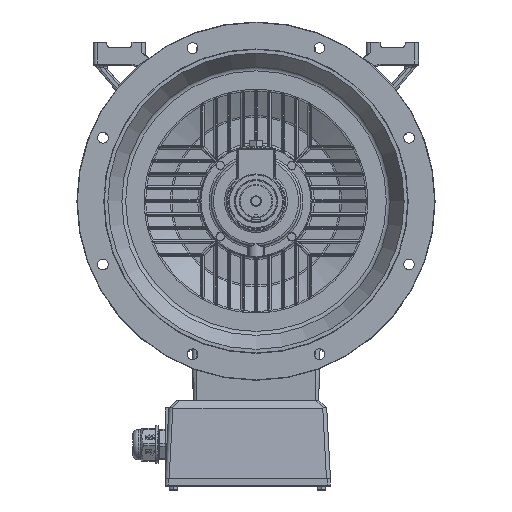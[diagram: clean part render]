
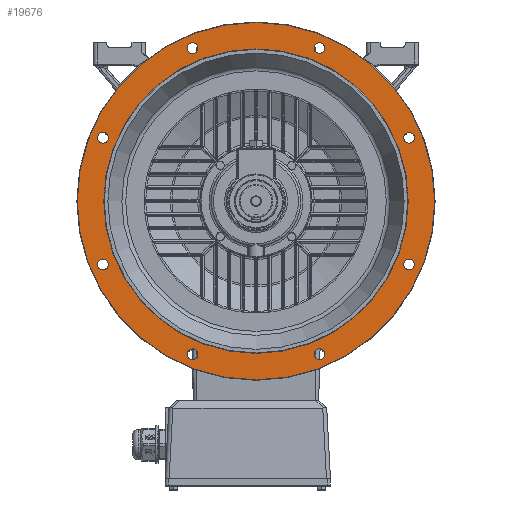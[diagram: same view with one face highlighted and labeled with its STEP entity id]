
A CAD part, left-side view. The second image highlights one B-rep face of the part: STEP entity #19676.
In plain terms, the highlighted planar face has unit normal (-1, 0, 0).
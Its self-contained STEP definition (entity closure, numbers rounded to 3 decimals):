
#11799=PLANE('',#117182);
#13748=FACE_BOUND('',#32691,.T.);
#13749=FACE_BOUND('',#32692,.T.);
#13750=FACE_BOUND('',#32693,.T.);
#13751=FACE_BOUND('',#32694,.T.);
#13752=FACE_BOUND('',#32695,.T.);
#13753=FACE_BOUND('',#32696,.T.);
#13754=FACE_BOUND('',#32697,.T.);
#13755=FACE_BOUND('',#32698,.T.);
#13756=FACE_BOUND('',#32699,.T.);
#13757=FACE_BOUND('',#32700,.T.);
#19676=ADVANCED_FACE('',(#13748,#13749,#13750,#13751,#13752,#13753,#13754,
#13755,#13756,#13757),#11799,.T.);
#32691=EDGE_LOOP('',(#79524));
#32692=EDGE_LOOP('',(#79525,#79526));
#32693=EDGE_LOOP('',(#79527,#79528));
#32694=EDGE_LOOP('',(#79529,#79530));
#32695=EDGE_LOOP('',(#79531,#79532));
#32696=EDGE_LOOP('',(#79533,#79534));
#32697=EDGE_LOOP('',(#79535,#79536));
#32698=EDGE_LOOP('',(#79537,#79538));
#32699=EDGE_LOOP('',(#79539,#79540));
#32700=EDGE_LOOP('',(#79541));
#79524=ORIENTED_EDGE('',*,*,#106031,.T.);
#79525=ORIENTED_EDGE('',*,*,#106032,.F.);
#79526=ORIENTED_EDGE('',*,*,#106033,.F.);
#79527=ORIENTED_EDGE('',*,*,#106034,.F.);
#79528=ORIENTED_EDGE('',*,*,#106035,.F.);
#79529=ORIENTED_EDGE('',*,*,#106036,.F.);
#79530=ORIENTED_EDGE('',*,*,#106037,.F.);
#79531=ORIENTED_EDGE('',*,*,#106038,.F.);
#79532=ORIENTED_EDGE('',*,*,#106039,.F.);
#79533=ORIENTED_EDGE('',*,*,#106040,.F.);
#79534=ORIENTED_EDGE('',*,*,#106041,.F.);
#79535=ORIENTED_EDGE('',*,*,#106042,.F.);
#79536=ORIENTED_EDGE('',*,*,#106043,.F.);
#79537=ORIENTED_EDGE('',*,*,#106044,.F.);
#79538=ORIENTED_EDGE('',*,*,#106045,.F.);
#79539=ORIENTED_EDGE('',*,*,#106046,.F.);
#79540=ORIENTED_EDGE('',*,*,#106047,.F.);
#79541=ORIENTED_EDGE('',*,*,#106048,.T.);
#91699=VERTEX_POINT('',#185726);
#91700=VERTEX_POINT('',#185728);
#91701=VERTEX_POINT('',#185729);
#91702=VERTEX_POINT('',#185732);
#91703=VERTEX_POINT('',#185733);
#91704=VERTEX_POINT('',#185736);
#91705=VERTEX_POINT('',#185737);
#91706=VERTEX_POINT('',#185740);
#91707=VERTEX_POINT('',#185741);
#91708=VERTEX_POINT('',#185744);
#91709=VERTEX_POINT('',#185745);
#91710=VERTEX_POINT('',#185748);
#91711=VERTEX_POINT('',#185749);
#91712=VERTEX_POINT('',#185752);
#91713=VERTEX_POINT('',#185753);
#91714=VERTEX_POINT('',#185756);
#91715=VERTEX_POINT('',#185757);
#91716=VERTEX_POINT('',#185760);
#106031=EDGE_CURVE('',#91699,#91699,#109818,.T.);
#106032=EDGE_CURVE('',#91700,#91701,#109819,.T.);
#106033=EDGE_CURVE('',#91701,#91700,#109820,.T.);
#106034=EDGE_CURVE('',#91702,#91703,#109821,.T.);
#106035=EDGE_CURVE('',#91703,#91702,#109822,.T.);
#106036=EDGE_CURVE('',#91704,#91705,#109823,.T.);
#106037=EDGE_CURVE('',#91705,#91704,#109824,.T.);
#106038=EDGE_CURVE('',#91706,#91707,#109825,.T.);
#106039=EDGE_CURVE('',#91707,#91706,#109826,.T.);
#106040=EDGE_CURVE('',#91708,#91709,#109827,.T.);
#106041=EDGE_CURVE('',#91709,#91708,#109828,.T.);
#106042=EDGE_CURVE('',#91710,#91711,#109829,.T.);
#106043=EDGE_CURVE('',#91711,#91710,#109830,.T.);
#106044=EDGE_CURVE('',#91712,#91713,#109831,.T.);
#106045=EDGE_CURVE('',#91713,#91712,#109832,.T.);
#106046=EDGE_CURVE('',#91714,#91715,#109833,.T.);
#106047=EDGE_CURVE('',#91715,#91714,#109834,.T.);
#106048=EDGE_CURVE('',#91716,#91716,#109835,.T.);
#109818=CIRCLE('',#117164,399.121);
#109819=CIRCLE('',#117165,12.);
#109820=CIRCLE('',#117166,12.);
#109821=CIRCLE('',#117167,12.);
#109822=CIRCLE('',#117168,12.);
#109823=CIRCLE('',#117169,12.);
#109824=CIRCLE('',#117170,12.);
#109825=CIRCLE('',#117171,12.);
#109826=CIRCLE('',#117172,12.);
#109827=CIRCLE('',#117173,12.);
#109828=CIRCLE('',#117174,12.);
#109829=CIRCLE('',#117175,12.);
#109830=CIRCLE('',#117176,12.);
#109831=CIRCLE('',#117177,12.);
#109832=CIRCLE('',#117178,12.);
#109833=CIRCLE('',#117179,12.);
#109834=CIRCLE('',#117180,12.);
#109835=CIRCLE('',#117181,340.);
#117164=AXIS2_PLACEMENT_3D('',#185725,#141417,#141418);
#117165=AXIS2_PLACEMENT_3D('',#185727,#141419,#141420);
#117166=AXIS2_PLACEMENT_3D('',#185730,#141421,#141422);
#117167=AXIS2_PLACEMENT_3D('',#185731,#141423,#141424);
#117168=AXIS2_PLACEMENT_3D('',#185734,#141425,#141426);
#117169=AXIS2_PLACEMENT_3D('',#185735,#141427,#141428);
#117170=AXIS2_PLACEMENT_3D('',#185738,#141429,#141430);
#117171=AXIS2_PLACEMENT_3D('',#185739,#141431,#141432);
#117172=AXIS2_PLACEMENT_3D('',#185742,#141433,#141434);
#117173=AXIS2_PLACEMENT_3D('',#185743,#141435,#141436);
#117174=AXIS2_PLACEMENT_3D('',#185746,#141437,#141438);
#117175=AXIS2_PLACEMENT_3D('',#185747,#141439,#141440);
#117176=AXIS2_PLACEMENT_3D('',#185750,#141441,#141442);
#117177=AXIS2_PLACEMENT_3D('',#185751,#141443,#141444);
#117178=AXIS2_PLACEMENT_3D('',#185754,#141445,#141446);
#117179=AXIS2_PLACEMENT_3D('',#185755,#141447,#141448);
#117180=AXIS2_PLACEMENT_3D('',#185758,#141449,#141450);
#117181=AXIS2_PLACEMENT_3D('',#185759,#141451,#141452);
#117182=AXIS2_PLACEMENT_3D('',#185761,#141453,#141454);
#141417=DIRECTION('',(-1.,0.,0.));
#141418=DIRECTION('',(0.,0.,1.));
#141419=DIRECTION('',(-1.,0.,0.));
#141420=DIRECTION('',(0.,0.,1.));
#141421=DIRECTION('',(-1.,0.,0.));
#141422=DIRECTION('',(0.,0.,1.));
#141423=DIRECTION('',(-1.,0.,0.));
#141424=DIRECTION('',(0.,0.,1.));
#141425=DIRECTION('',(-1.,0.,0.));
#141426=DIRECTION('',(0.,0.,1.));
#141427=DIRECTION('',(-1.,0.,0.));
#141428=DIRECTION('',(0.,0.,1.));
#141429=DIRECTION('',(-1.,0.,0.));
#141430=DIRECTION('',(0.,0.,1.));
#141431=DIRECTION('',(-1.,0.,0.));
#141432=DIRECTION('',(0.,0.,1.));
#141433=DIRECTION('',(-1.,0.,0.));
#141434=DIRECTION('',(0.,0.,1.));
#141435=DIRECTION('',(-1.,0.,0.));
#141436=DIRECTION('',(0.,0.,1.));
#141437=DIRECTION('',(-1.,0.,0.));
#141438=DIRECTION('',(0.,0.,1.));
#141439=DIRECTION('',(-1.,0.,0.));
#141440=DIRECTION('',(0.,0.,1.));
#141441=DIRECTION('',(-1.,0.,0.));
#141442=DIRECTION('',(0.,0.,1.));
#141443=DIRECTION('',(-1.,0.,0.));
#141444=DIRECTION('',(0.,0.,1.));
#141445=DIRECTION('',(-1.,0.,0.));
#141446=DIRECTION('',(0.,0.,1.));
#141447=DIRECTION('',(-1.,0.,0.));
#141448=DIRECTION('',(0.,0.,1.));
#141449=DIRECTION('',(-1.,0.,0.));
#141450=DIRECTION('',(0.,0.,1.));
#141451=DIRECTION('',(1.,0.,0.));
#141452=DIRECTION('',(0.,0.,1.));
#141453=DIRECTION('',(-1.,0.,0.));
#141454=DIRECTION('',(0.,0.,1.));
#185725=CARTESIAN_POINT('',(-596.,0.,0.));
#185726=CARTESIAN_POINT('',(-596.,0.,399.121));
#185727=CARTESIAN_POINT('',(-596.,341.835,141.593));
#185728=CARTESIAN_POINT('',(-596.,350.321,133.108));
#185729=CARTESIAN_POINT('',(-596.,333.35,150.078));
#185730=CARTESIAN_POINT('',(-596.,341.835,141.593));
#185731=CARTESIAN_POINT('',(-596.,141.593,341.835));
#185732=CARTESIAN_POINT('',(-596.,153.593,341.835));
#185733=CARTESIAN_POINT('',(-596.,129.593,341.835));
#185734=CARTESIAN_POINT('',(-596.,141.593,341.835));
#185735=CARTESIAN_POINT('',(-596.,-141.593,341.835));
#185736=CARTESIAN_POINT('',(-596.,-133.108,350.321));
#185737=CARTESIAN_POINT('',(-596.,-150.078,333.35));
#185738=CARTESIAN_POINT('',(-596.,-141.593,341.835));
#185739=CARTESIAN_POINT('',(-596.,-341.835,141.593));
#185740=CARTESIAN_POINT('',(-596.,-341.835,153.593));
#185741=CARTESIAN_POINT('',(-596.,-341.835,129.593));
#185742=CARTESIAN_POINT('',(-596.,-341.835,141.593));
#185743=CARTESIAN_POINT('',(-596.,-341.835,-141.593));
#185744=CARTESIAN_POINT('',(-596.,-350.321,-133.108));
#185745=CARTESIAN_POINT('',(-596.,-333.35,-150.078));
#185746=CARTESIAN_POINT('',(-596.,-341.835,-141.593));
#185747=CARTESIAN_POINT('',(-596.,-141.593,-341.835));
#185748=CARTESIAN_POINT('',(-596.,-153.593,-341.835));
#185749=CARTESIAN_POINT('',(-596.,-129.593,-341.835));
#185750=CARTESIAN_POINT('',(-596.,-141.593,-341.835));
#185751=CARTESIAN_POINT('',(-596.,141.593,-341.835));
#185752=CARTESIAN_POINT('',(-596.,133.108,-350.321));
#185753=CARTESIAN_POINT('',(-596.,150.078,-333.35));
#185754=CARTESIAN_POINT('',(-596.,141.593,-341.835));
#185755=CARTESIAN_POINT('',(-596.,341.835,-141.593));
#185756=CARTESIAN_POINT('',(-596.,341.835,-153.593));
#185757=CARTESIAN_POINT('',(-596.,341.835,-129.593));
#185758=CARTESIAN_POINT('',(-596.,341.835,-141.593));
#185759=CARTESIAN_POINT('',(-596.,0.,0.));
#185760=CARTESIAN_POINT('',(-596.,0.,340.));
#185761=CARTESIAN_POINT('',(-596.,0.,0.));
